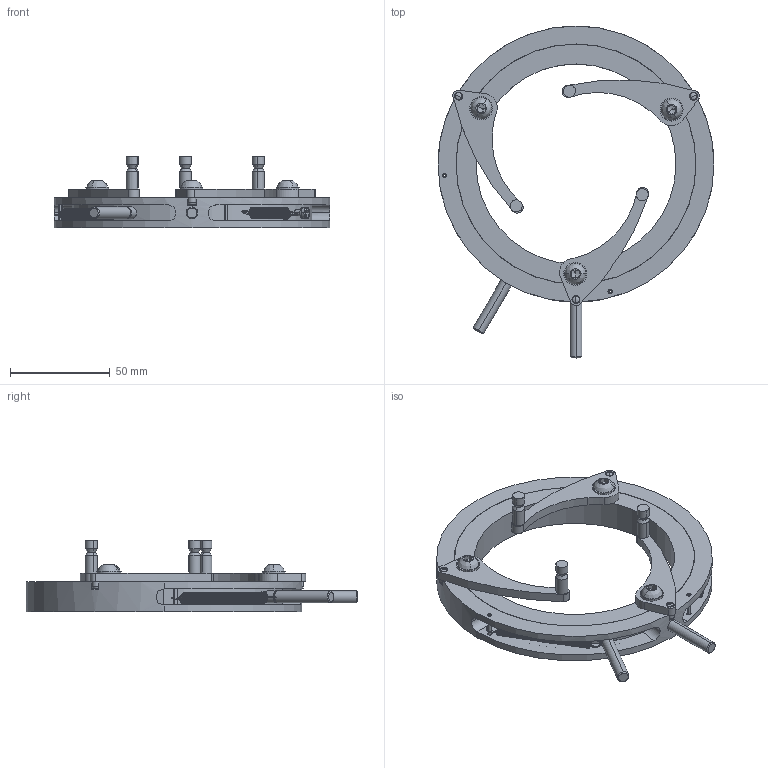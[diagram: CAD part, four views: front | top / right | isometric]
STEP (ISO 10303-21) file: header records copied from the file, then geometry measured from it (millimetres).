
FILE_DESCRIPTION (( 'STEP AP203' ), '1' );
FILE_NAME ('04SLH-3.STEP', '2016-12-21T04:01:24', ( '' ), ( '' ), 'SwSTEP 2.0', 'SolidWorks 2016', '' );
FILE_SCHEMA (( 'CONFIG_CONTROL_DESIGN' ));
Length unit declared in the file: millimetre
Products named in the file (1): 04SLH-3
Bounding box: 138 x 166 x 36 mm (x, y, z)
Volume: 105778 mm3; surface area: 56387.9 mm2
Topology: 27 solids, 27 shells, 421 faces, 952 edges, 579 vertices
Faces by surface type: cylinder 168, plane 127, cone 82, bspline 20, torus 18, sphere 6
Entity records: 30533 total; most frequent: CARTESIAN_POINT 21065, DIRECTION 2060, ORIENTED_EDGE 1840, EDGE_CURVE 920, AXIS2_PLACEMENT_3D 838, VERTEX_POINT 579, EDGE_LOOP 493, CIRCLE 436
